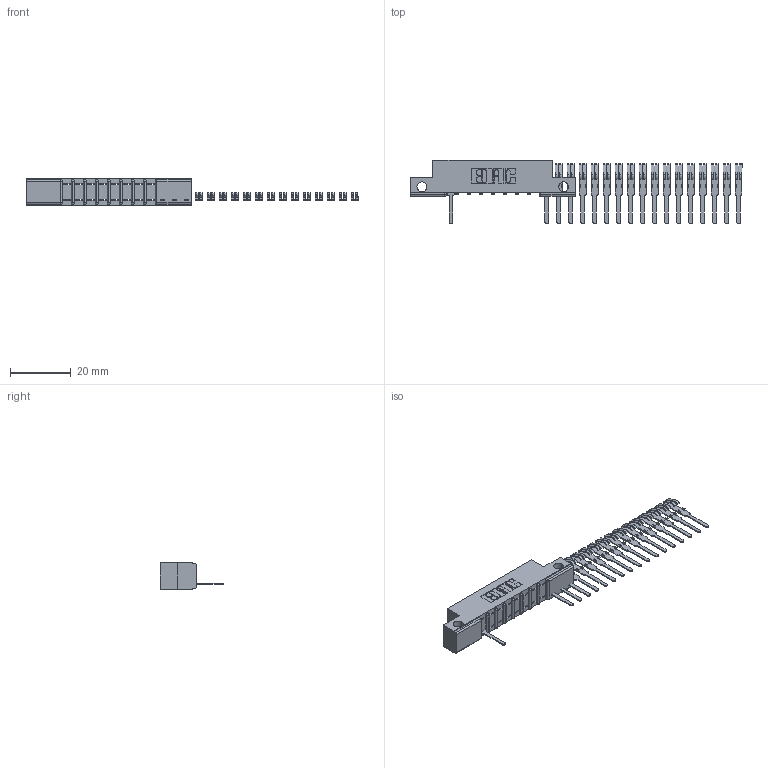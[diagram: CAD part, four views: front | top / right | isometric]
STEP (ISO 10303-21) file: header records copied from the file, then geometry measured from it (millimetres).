
FILE_DESCRIPTION (( 'STEP AP203' ), '1' );
FILE_NAME ('357-025-527-112.STEP', '2018-08-09T01:38:08', ( '' ), ( '' ), 'SwSTEP 2.0', 'SolidWorks 2016', '' );
FILE_SCHEMA (( 'CONFIG_CONTROL_DESIGN' ));
Length unit declared in the file: inch
Products named in the file (3): 307 Part_.128 Dia Side Mounting Holes; 307-290-001_527; 357-025-527-112
Assembly tree (19 placements, depth 2):
  357-025-527-112
    307 Part_.128 Dia Side Mounting Holes
    307-290-001_527  x18
Bounding box: 109.72 x 21.11 x 8.71 mm (x, y, z)
Volume: 3569.9 mm3; surface area: 5798.1 mm2
Topology: 19 solids, 19 shells, 935 faces, 2599 edges, 1682 vertices
Faces by surface type: plane 616, cylinder 301, sphere 18
Entity records: 11340 total; most frequent: CARTESIAN_POINT 1854, DIRECTION 1833, ORIENTED_EDGE 1830, EDGE_CURVE 915, VECTOR 687, LINE 687, VERTEX_POINT 594, AXIS2_PLACEMENT_3D 573
